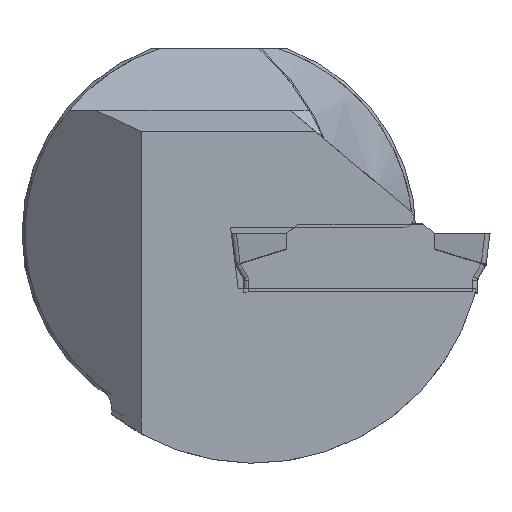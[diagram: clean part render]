
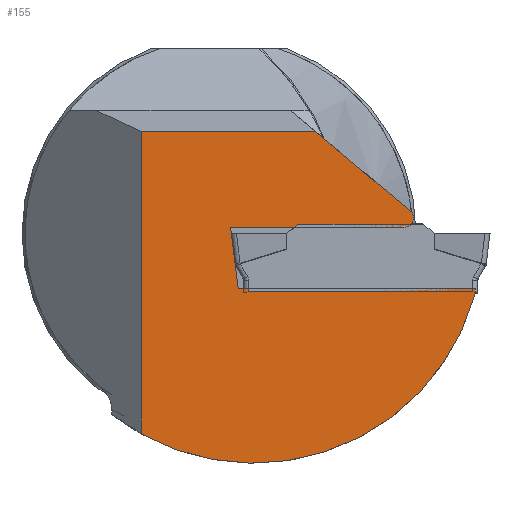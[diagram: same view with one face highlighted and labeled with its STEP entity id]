
A CAD part, left-side view. The second image highlights one B-rep face of the part: STEP entity #155.
In plain terms, the highlighted planar face has unit normal (-1, 0, 0).
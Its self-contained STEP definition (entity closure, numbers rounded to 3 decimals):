
#155=ADVANCED_FACE('',(#282),#240,.T.);
#240=PLANE('',#1523);
#282=FACE_OUTER_BOUND('',#366,.T.);
#366=EDGE_LOOP('',(#691,#692,#693,#694,#695,#696,#697,#698,#699));
#454=LINE('',#2112,#571);
#455=LINE('',#2115,#572);
#456=LINE('',#2119,#573);
#457=LINE('',#2121,#574);
#458=LINE('',#2123,#575);
#459=LINE('',#2127,#576);
#460=LINE('',#2129,#577);
#571=VECTOR('',#1684,1.);
#572=VECTOR('',#1685,1.);
#573=VECTOR('',#1688,1.);
#574=VECTOR('',#1689,1.);
#575=VECTOR('',#1690,1.);
#576=VECTOR('',#1693,1.);
#577=VECTOR('',#1694,1.);
#691=ORIENTED_EDGE('',*,*,#1262,.F.);
#692=ORIENTED_EDGE('',*,*,#1263,.F.);
#693=ORIENTED_EDGE('',*,*,#1264,.F.);
#694=ORIENTED_EDGE('',*,*,#1265,.T.);
#695=ORIENTED_EDGE('',*,*,#1266,.F.);
#696=ORIENTED_EDGE('',*,*,#1267,.T.);
#697=ORIENTED_EDGE('',*,*,#1268,.F.);
#698=ORIENTED_EDGE('',*,*,#1269,.T.);
#699=ORIENTED_EDGE('',*,*,#1270,.F.);
#1125=VERTEX_POINT('',#2113);
#1126=VERTEX_POINT('',#2114);
#1127=VERTEX_POINT('',#2116);
#1128=VERTEX_POINT('',#2118);
#1129=VERTEX_POINT('',#2120);
#1130=VERTEX_POINT('',#2122);
#1131=VERTEX_POINT('',#2124);
#1132=VERTEX_POINT('',#2126);
#1133=VERTEX_POINT('',#2128);
#1262=EDGE_CURVE('',#1125,#1126,#454,.T.);
#1263=EDGE_CURVE('',#1127,#1125,#455,.T.);
#1264=EDGE_CURVE('',#1128,#1127,#1476,.T.);
#1265=EDGE_CURVE('',#1128,#1129,#456,.T.);
#1266=EDGE_CURVE('',#1130,#1129,#457,.T.);
#1267=EDGE_CURVE('',#1130,#1131,#458,.T.);
#1268=EDGE_CURVE('',#1132,#1131,#1477,.T.);
#1269=EDGE_CURVE('',#1132,#1133,#459,.T.);
#1270=EDGE_CURVE('',#1126,#1133,#460,.T.);
#1476=CIRCLE('',#1521,0.8);
#1477=CIRCLE('',#1522,18.65);
#1521=AXIS2_PLACEMENT_3D('',#2117,#1686,#1687);
#1522=AXIS2_PLACEMENT_3D('',#2125,#1691,#1692);
#1523=AXIS2_PLACEMENT_3D('',#2130,#1695,#1696);
#1684=DIRECTION('',(0.,-0.122,-0.993));
#1685=DIRECTION('',(0.,1.,0.));
#1686=DIRECTION('',(1.,0.,0.));
#1687=DIRECTION('',(0.,-1.,0.));
#1688=DIRECTION('',(0.,0.766,0.643));
#1689=DIRECTION('',(0.,-1.,0.));
#1690=DIRECTION('',(0.,0.,-1.));
#1691=DIRECTION('',(1.,0.,0.));
#1692=DIRECTION('',(0.,0.,1.));
#1693=DIRECTION('',(0.,-0.122,0.993));
#1694=DIRECTION('',(0.,-1.,0.));
#1695=DIRECTION('',(-1.,0.,0.));
#1696=DIRECTION('',(0.,0.,1.));
#2112=CARTESIAN_POINT('',(0.3,-1.37,-3.013));
#2113=CARTESIAN_POINT('',(0.3,-0.939,0.493));
#2114=CARTESIAN_POINT('',(0.3,-1.552,-4.493));
#2115=CARTESIAN_POINT('',(0.3,-6.925,0.493));
#2116=CARTESIAN_POINT('',(0.3,-14.992,0.493));
#2117=CARTESIAN_POINT('',(0.3,-14.992,1.293));
#2118=CARTESIAN_POINT('',(0.3,-15.687,1.689));
#2119=CARTESIAN_POINT('',(0.3,-7.313,8.716));
#2120=CARTESIAN_POINT('',(0.3,-7.839,8.275));
#2121=CARTESIAN_POINT('',(0.3,0.,8.275));
#2122=CARTESIAN_POINT('',(0.3,6.3,8.275));
#2123=CARTESIAN_POINT('',(0.3,6.3,0.));
#2124=CARTESIAN_POINT('',(0.3,6.3,-16.279));
#2125=CARTESIAN_POINT('',(0.3,-2.8,0.));
#2126=CARTESIAN_POINT('',(0.3,-20.782,-4.948));
#2127=CARTESIAN_POINT('',(0.3,-21.071,-2.587));
#2128=CARTESIAN_POINT('',(0.3,-20.837,-4.493));
#2129=CARTESIAN_POINT('',(0.3,-22.,-4.493));
#2130=CARTESIAN_POINT('',(0.3,0.,0.));
